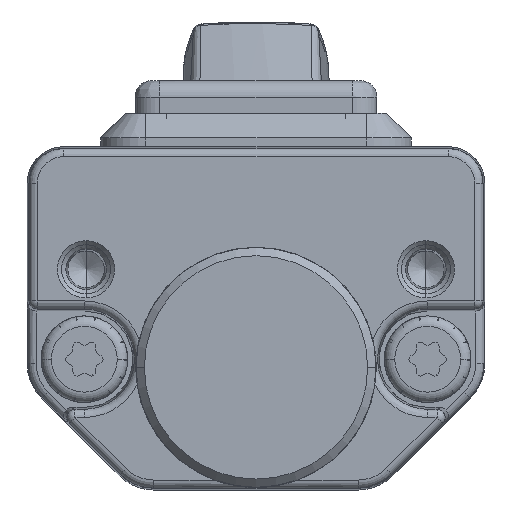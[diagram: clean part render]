
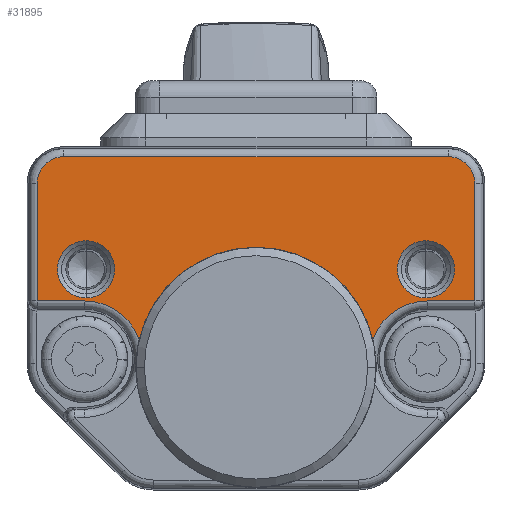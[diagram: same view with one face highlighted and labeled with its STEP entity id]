
A CAD part, left-side view. The second image highlights one B-rep face of the part: STEP entity #31895.
In plain terms, the highlighted face is planar.
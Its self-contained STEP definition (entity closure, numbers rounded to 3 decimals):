
#28590=CARTESIAN_POINT('',(13.,8.,10.5));
#28591=DIRECTION('',(-1.,0.,0.));
#28592=DIRECTION('',(0.,1.,0.));
#28593=AXIS2_PLACEMENT_3D('',#28590,#28591,#28592);
#28595=DIRECTION('',(0.,0.,-1.));
#28596=VECTOR('',#28595,2.891);
#28597=CARTESIAN_POINT('',(13.,11.564,13.391));
#28598=LINE('',#28597,#28596);
#28599=DIRECTION('',(0.,-1.,0.));
#28600=VECTOR('',#28599,7.186);
#28601=CARTESIAN_POINT('',(13.,18.75,13.391));
#28602=LINE('',#28601,#28600);
#28603=CARTESIAN_POINT('',(13.,18.75,11.75));
#28604=DIRECTION('',(1.,0.,0.));
#28605=DIRECTION('',(0.,1.,0.));
#28606=AXIS2_PLACEMENT_3D('',#28603,#28604,#28605);
#28608=DIRECTION('',(0.,0.,1.));
#28609=VECTOR('',#28608,23.5);
#28610=CARTESIAN_POINT('',(13.,20.391,-11.75));
#28611=LINE('',#28610,#28609);
#28612=CARTESIAN_POINT('',(13.,18.75,-11.75));
#28613=DIRECTION('',(1.,0.,0.));
#28614=DIRECTION('',(0.,0.,-1.));
#28615=AXIS2_PLACEMENT_3D('',#28612,#28613,#28614);
#28617=DIRECTION('',(0.,1.,0.));
#28618=VECTOR('',#28617,7.186);
#28619=CARTESIAN_POINT('',(13.,11.564,-13.391));
#28620=LINE('',#28619,#28618);
#28621=DIRECTION('',(0.,0.,-1.));
#28622=VECTOR('',#28621,2.891);
#28623=CARTESIAN_POINT('',(13.,11.564,-10.5));
#28624=LINE('',#28623,#28622);
#28625=CARTESIAN_POINT('',(13.,8.,-10.5));
#28626=DIRECTION('',(-1.,0.,0.));
#28627=DIRECTION('',(0.,0.34,0.941));
#28628=AXIS2_PLACEMENT_3D('',#28625,#28626,#28627);
#28630=CARTESIAN_POINT('',(13.,7.5,0.));
#28631=DIRECTION('',(1.,0.,0.));
#28632=DIRECTION('',(0.,0.233,-0.973));
#28633=AXIS2_PLACEMENT_3D('',#28630,#28631,#28632);
#28689=CARTESIAN_POINT('',(13.,13.5,-10.392));
#28690=DIRECTION('',(-1.,0.,0.));
#28691=DIRECTION('',(0.,1.,0.));
#28692=AXIS2_PLACEMENT_3D('',#28689,#28690,#28691);
#28694=CARTESIAN_POINT('',(13.,13.5,-10.392));
#28695=DIRECTION('',(-1.,0.,0.));
#28696=DIRECTION('',(0.,-1.,0.));
#28697=AXIS2_PLACEMENT_3D('',#28694,#28695,#28696);
#28699=CARTESIAN_POINT('',(13.,13.5,10.392));
#28700=DIRECTION('',(-1.,0.,0.));
#28701=DIRECTION('',(0.,1.,0.));
#28702=AXIS2_PLACEMENT_3D('',#28699,#28700,#28701);
#28704=CARTESIAN_POINT('',(13.,13.5,10.392));
#28705=DIRECTION('',(-1.,0.,0.));
#28706=DIRECTION('',(0.,-1.,0.));
#28707=AXIS2_PLACEMENT_3D('',#28704,#28705,#28706);
#29346=CARTESIAN_POINT('',(13.,20.391,11.75));
#29347=CARTESIAN_POINT('',(13.,18.75,13.391));
#29348=VERTEX_POINT('',#29346);
#29349=VERTEX_POINT('',#29347);
#29354=CARTESIAN_POINT('',(13.,20.391,-11.75));
#29355=VERTEX_POINT('',#29354);
#29358=CARTESIAN_POINT('',(13.,18.75,-13.391));
#29359=VERTEX_POINT('',#29358);
#29394=CARTESIAN_POINT('',(13.,11.564,10.5));
#29395=CARTESIAN_POINT('',(13.,9.21,7.148));
#29396=VERTEX_POINT('',#29394);
#29397=VERTEX_POINT('',#29395);
#29426=CARTESIAN_POINT('',(13.,11.564,13.391));
#29427=VERTEX_POINT('',#29426);
#29436=CARTESIAN_POINT('',(13.,9.21,-7.148));
#29437=CARTESIAN_POINT('',(13.,11.564,-10.5));
#29438=VERTEX_POINT('',#29436);
#29439=VERTEX_POINT('',#29437);
#29468=CARTESIAN_POINT('',(13.,11.564,-13.391));
#29469=VERTEX_POINT('',#29468);
#29668=CARTESIAN_POINT('',(13.,15.25,-10.392));
#29669=CARTESIAN_POINT('',(13.,11.75,-10.392));
#29670=VERTEX_POINT('',#29668);
#29671=VERTEX_POINT('',#29669);
#29672=CARTESIAN_POINT('',(13.,15.25,10.392));
#29673=CARTESIAN_POINT('',(13.,11.75,10.392));
#29674=VERTEX_POINT('',#29672);
#29675=VERTEX_POINT('',#29673);
#31856=CARTESIAN_POINT('',(13.,0.,0.));
#31857=DIRECTION('',(1.,0.,0.));
#31858=DIRECTION('',(0.,0.,-1.));
#31859=AXIS2_PLACEMENT_3D('',#31856,#31857,#31858);
#31860=PLANE('',#31859);
#31862=ORIENTED_EDGE('',*,*,#31861,.F.);
#31864=ORIENTED_EDGE('',*,*,#31863,.F.);
#31866=ORIENTED_EDGE('',*,*,#31865,.F.);
#31868=ORIENTED_EDGE('',*,*,#31867,.F.);
#31870=ORIENTED_EDGE('',*,*,#31869,.F.);
#31872=ORIENTED_EDGE('',*,*,#31871,.F.);
#31874=ORIENTED_EDGE('',*,*,#31873,.F.);
#31876=ORIENTED_EDGE('',*,*,#31875,.F.);
#31878=ORIENTED_EDGE('',*,*,#31877,.F.);
#31880=ORIENTED_EDGE('',*,*,#31879,.T.);
#31881=EDGE_LOOP('',(#31862,#31864,#31866,#31868,#31870,#31872,#31874,#31876,
#31878,#31880));
#31882=FACE_OUTER_BOUND('',#31881,.F.);
#31884=ORIENTED_EDGE('',*,*,#31883,.F.);
#31886=ORIENTED_EDGE('',*,*,#31885,.F.);
#31887=EDGE_LOOP('',(#31884,#31886));
#31888=FACE_BOUND('',#31887,.F.);
#31890=ORIENTED_EDGE('',*,*,#31889,.F.);
#31892=ORIENTED_EDGE('',*,*,#31891,.F.);
#31893=EDGE_LOOP('',(#31890,#31892));
#31894=FACE_BOUND('',#31893,.F.);
#31895=ADVANCED_FACE('',(#31882,#31888,#31894),#31860,.T.);
#28594=CIRCLE('',#28593,3.564);
#28607=CIRCLE('',#28606,1.641);
#28616=CIRCLE('',#28615,1.641);
#28629=CIRCLE('',#28628,3.564);
#28634=CIRCLE('',#28633,7.35);
#28693=CIRCLE('',#28692,1.75);
#28698=CIRCLE('',#28697,1.75);
#28703=CIRCLE('',#28702,1.75);
#28708=CIRCLE('',#28707,1.75);
#31861=EDGE_CURVE('',#29396,#29397,#28594,.T.);
#31863=EDGE_CURVE('',#29427,#29396,#28598,.T.);
#31865=EDGE_CURVE('',#29349,#29427,#28602,.T.);
#31867=EDGE_CURVE('',#29348,#29349,#28607,.T.);
#31869=EDGE_CURVE('',#29355,#29348,#28611,.T.);
#31871=EDGE_CURVE('',#29359,#29355,#28616,.T.);
#31873=EDGE_CURVE('',#29469,#29359,#28620,.T.);
#31875=EDGE_CURVE('',#29439,#29469,#28624,.T.);
#31877=EDGE_CURVE('',#29438,#29439,#28629,.T.);
#31879=EDGE_CURVE('',#29438,#29397,#28634,.T.);
#31883=EDGE_CURVE('',#29670,#29671,#28693,.T.);
#31885=EDGE_CURVE('',#29671,#29670,#28698,.T.);
#31889=EDGE_CURVE('',#29674,#29675,#28703,.T.);
#31891=EDGE_CURVE('',#29675,#29674,#28708,.T.);
